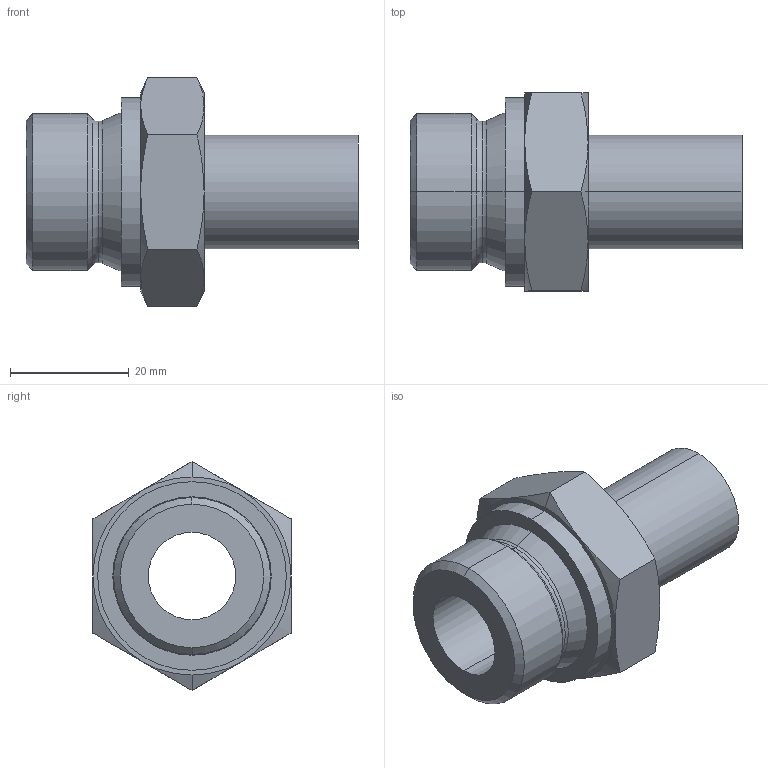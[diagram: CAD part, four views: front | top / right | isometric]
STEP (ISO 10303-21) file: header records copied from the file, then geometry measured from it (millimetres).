
FILE_DESCRIPTION (( 'STEP AP203' ), '1' );
FILE_NAME ('OEM-SS-12-TA-1-12RS_REV_PRODUCT_DEFINITION_FORMATION_ID.step', '2026-02-10T21:44:46', ( '' ), ( '' ), 'SwSTEP 2.0', 'SolidWorks 2025', '' );
FILE_SCHEMA (( 'CONFIG_CONTROL_DESIGN' ));
Length unit declared in the file: millimetre
Products named in the file (1): OEM-SS-12-TA-1-12RS_REV_PRODUCT_DEFINITION_FORMATION_ID
Bounding box: 55.88 x 33.34 x 38.49 mm (x, y, z)
Volume: 19070.3 mm3; surface area: 8502.1 mm2
Topology: 1 solids, 1 shells, 45 faces, 94 edges, 54 vertices
Faces by surface type: cone 22, plane 11, cylinder 8, torus 4
Entity records: 1243 total; most frequent: CARTESIAN_POINT 242, DIRECTION 208, ORIENTED_EDGE 188, EDGE_CURVE 94, AXIS2_PLACEMENT_3D 92, VERTEX_POINT 54, EDGE_LOOP 50, CIRCLE 46
